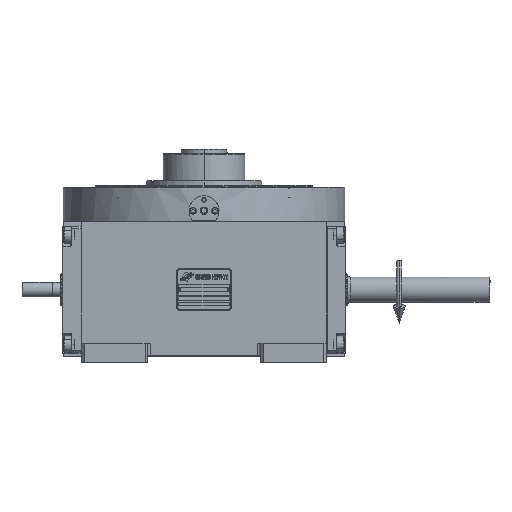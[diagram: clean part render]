
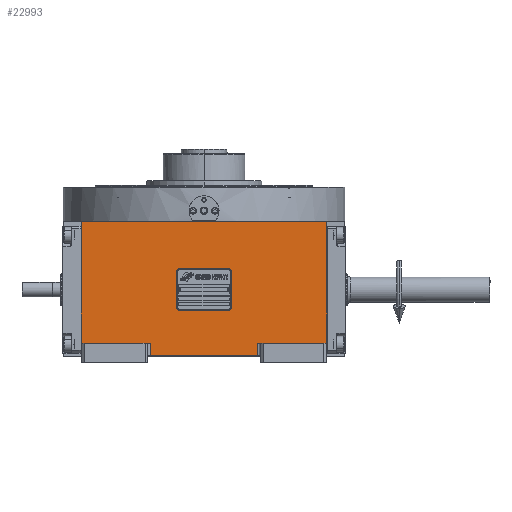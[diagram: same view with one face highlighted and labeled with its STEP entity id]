
A CAD part, top view. The second image highlights one B-rep face of the part: STEP entity #22993.
In plain terms, the highlighted planar face has unit normal (0, 0, 1).
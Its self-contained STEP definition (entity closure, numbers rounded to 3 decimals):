
#239 = LINE ( 'NONE', #21984, #24469 ) ;
#3932 = ORIENTED_EDGE ( 'NONE', *, *, #30171, .T. ) ;
#5258 = VECTOR ( 'NONE', #48143, 1000. ) ;
#8647 = VECTOR ( 'NONE', #45526, 1000. ) ;
#9998 = LINE ( 'NONE', #26403, #5258 ) ;
#10295 = CARTESIAN_POINT ( 'NONE',  ( -135., -73., 226. ) ) ;
#10553 = EDGE_CURVE ( 'NONE', #52695, #60790, #46216, .T. ) ;
#10619 = PLANE ( 'NONE',  #58970 ) ;
#11133 = DIRECTION ( 'NONE',  ( 1., 0., 0. ) ) ;
#12813 = ORIENTED_EDGE ( 'NONE', *, *, #49049, .F. ) ;
#13943 = ORIENTED_EDGE ( 'NONE', *, *, #22629, .F. ) ;
#14096 = CARTESIAN_POINT ( 'NONE',  ( -59., -73., 226. ) ) ;
#15350 = ORIENTED_EDGE ( 'NONE', *, *, #52959, .T. ) ;
#16094 = CARTESIAN_POINT ( 'NONE',  ( 59., -59., 226. ) ) ;
#20135 = VECTOR ( 'NONE', #37867, 1000. ) ;
#20631 = ORIENTED_EDGE ( 'NONE', *, *, #49800, .T. ) ;
#21511 = EDGE_CURVE ( 'NONE', #61631, #59338, #25869, .T. ) ;
#21984 = CARTESIAN_POINT ( 'NONE',  ( -135., -59., 226. ) ) ;
#22629 = EDGE_CURVE ( 'NONE', #28808, #59338, #45262, .T. ) ;
#22993 = ADVANCED_FACE ( 'NONE', ( #61540 ), #10619, .T. ) ;
#24189 = VERTEX_POINT ( 'NONE', #34764 ) ;
#24469 = VECTOR ( 'NONE', #38415, 1000. ) ;
#25248 = VECTOR ( 'NONE', #53771, 1000. ) ;
#25368 = CARTESIAN_POINT ( 'NONE',  ( -135., 75., 226. ) ) ;
#25869 = LINE ( 'NONE', #14096, #53285 ) ;
#26403 = CARTESIAN_POINT ( 'NONE',  ( 135., -59., 226. ) ) ;
#26797 = LINE ( 'NONE', #16094, #20135 ) ;
#27897 = CARTESIAN_POINT ( 'NONE',  ( -135., -59., 226. ) ) ;
#28544 = DIRECTION ( 'NONE',  ( 0., -1., 0. ) ) ;
#28808 = VERTEX_POINT ( 'NONE', #65015 ) ;
#30171 = EDGE_CURVE ( 'NONE', #59757, #24189, #50008, .T. ) ;
#30519 = CARTESIAN_POINT ( 'NONE',  ( 135., -59., 226. ) ) ;
#31707 = DIRECTION ( 'NONE',  ( 1., 0., 0. ) ) ;
#34764 = CARTESIAN_POINT ( 'NONE',  ( -59., -59., 226. ) ) ;
#34968 = CARTESIAN_POINT ( 'NONE',  ( 59., -73., 226. ) ) ;
#35876 = DIRECTION ( 'NONE',  ( 1., 0., 0. ) ) ;
#36415 = EDGE_CURVE ( 'NONE', #61631, #24189, #48044, .T. ) ;
#37043 = DIRECTION ( 'NONE',  ( 0., 0., 1. ) ) ;
#37805 = CARTESIAN_POINT ( 'NONE',  ( -135., -59., 226. ) ) ;
#37867 = DIRECTION ( 'NONE',  ( 1., 0., 0. ) ) ;
#38104 = VERTEX_POINT ( 'NONE', #30519 ) ;
#38415 = DIRECTION ( 'NONE',  ( 0., 1., 0. ) ) ;
#39855 = CARTESIAN_POINT ( 'NONE',  ( 135., 75., 226. ) ) ;
#41498 = VECTOR ( 'NONE', #11133, 1000. ) ;
#43083 = ORIENTED_EDGE ( 'NONE', *, *, #10553, .F. ) ;
#44217 = CARTESIAN_POINT ( 'NONE',  ( 59., -59., 226. ) ) ;
#45262 = LINE ( 'NONE', #44217, #45420 ) ;
#45420 = VECTOR ( 'NONE', #28544, 1000. ) ;
#45526 = DIRECTION ( 'NONE',  ( 1., 0., 0. ) ) ;
#46216 = LINE ( 'NONE', #56580, #8647 ) ;
#48044 = LINE ( 'NONE', #52716, #25248 ) ;
#48143 = DIRECTION ( 'NONE',  ( 0., 1., 0. ) ) ;
#49049 = EDGE_CURVE ( 'NONE', #59757, #52695, #239, .T. ) ;
#49585 = EDGE_LOOP ( 'NONE', ( #64580, #13943, #15350, #20631, #43083, #12813, #3932, #69501 ) ) ;
#49800 = EDGE_CURVE ( 'NONE', #38104, #60790, #9998, .T. ) ;
#50008 = LINE ( 'NONE', #27897, #41498 ) ;
#51701 = CARTESIAN_POINT ( 'NONE',  ( -59., -73., 226. ) ) ;
#52695 = VERTEX_POINT ( 'NONE', #25368 ) ;
#52716 = CARTESIAN_POINT ( 'NONE',  ( -59., -73., 226. ) ) ;
#52959 = EDGE_CURVE ( 'NONE', #28808, #38104, #26797, .T. ) ;
#53285 = VECTOR ( 'NONE', #35876, 1000. ) ;
#53771 = DIRECTION ( 'NONE',  ( 0., 1., 0. ) ) ;
#56580 = CARTESIAN_POINT ( 'NONE',  ( -135., 75., 226. ) ) ;
#58970 = AXIS2_PLACEMENT_3D ( 'NONE', #10295, #37043, #31707 ) ;
#59338 = VERTEX_POINT ( 'NONE', #34968 ) ;
#59757 = VERTEX_POINT ( 'NONE', #37805 ) ;
#60790 = VERTEX_POINT ( 'NONE', #39855 ) ;
#61540 = FACE_OUTER_BOUND ( 'NONE', #49585, .T. ) ;
#61631 = VERTEX_POINT ( 'NONE', #51701 ) ;
#64580 = ORIENTED_EDGE ( 'NONE', *, *, #21511, .T. ) ;
#65015 = CARTESIAN_POINT ( 'NONE',  ( 59., -59., 226. ) ) ;
#69501 = ORIENTED_EDGE ( 'NONE', *, *, #36415, .F. ) ;
